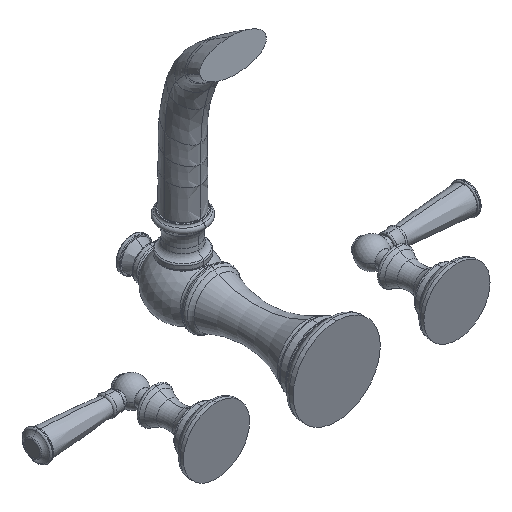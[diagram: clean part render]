
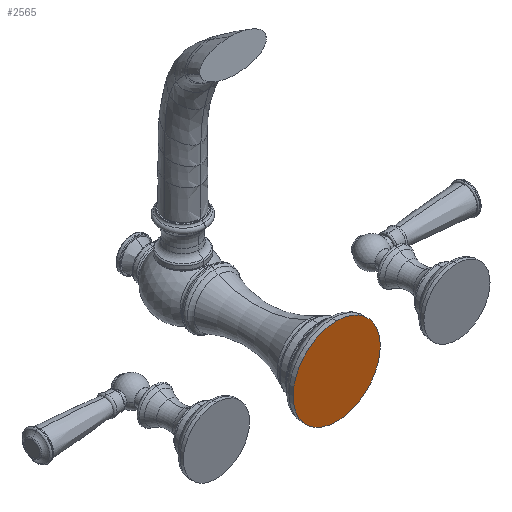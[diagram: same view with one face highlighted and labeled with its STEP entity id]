
A CAD part, isometric view. The second image highlights one B-rep face of the part: STEP entity #2565.
In plain terms, the highlighted planar face has unit normal (0, -1, 0).
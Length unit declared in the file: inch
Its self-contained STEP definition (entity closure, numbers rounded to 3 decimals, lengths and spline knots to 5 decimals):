
#574=CARTESIAN_POINT('',(0.,0.,0.));
#575=DIRECTION('',(0.,1.,0.));
#576=DIRECTION('',(0.,0.,-1.));
#577=AXIS2_PLACEMENT_3D('',#574,#575,#576);
#579=CARTESIAN_POINT('',(0.,0.,0.));
#580=DIRECTION('',(0.,-1.,0.));
#581=DIRECTION('',(0.,0.,-1.));
#582=AXIS2_PLACEMENT_3D('',#579,#580,#581);
#1663=CARTESIAN_POINT('',(0.,0.,-1.45));
#1664=CARTESIAN_POINT('',(0.,0.,1.45));
#1665=VERTEX_POINT('',#1663);
#1666=VERTEX_POINT('',#1664);
#2556=CARTESIAN_POINT('',(0.,0.,0.));
#2557=DIRECTION('',(0.,-1.,0.));
#2558=DIRECTION('',(0.,0.,1.));
#2559=AXIS2_PLACEMENT_3D('',#2556,#2557,#2558);
#2560=PLANE('',#2559);
#2561=ORIENTED_EDGE('',*,*,#2549,.F.);
#2562=ORIENTED_EDGE('',*,*,#2538,.T.);
#2563=EDGE_LOOP('',(#2561,#2562));
#2564=FACE_OUTER_BOUND('',#2563,.F.);
#2565=ADVANCED_FACE('',(#2564),#2560,.T.);
#578=CIRCLE('',#577,1.45);
#583=CIRCLE('',#582,1.45);
#2538=EDGE_CURVE('',#1665,#1666,#578,.T.);
#2549=EDGE_CURVE('',#1665,#1666,#583,.T.);
